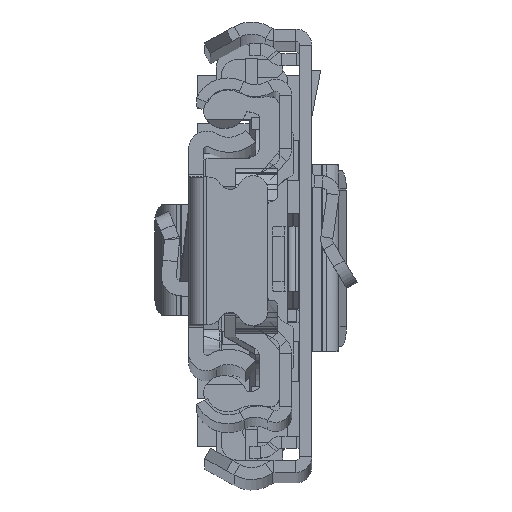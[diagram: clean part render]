
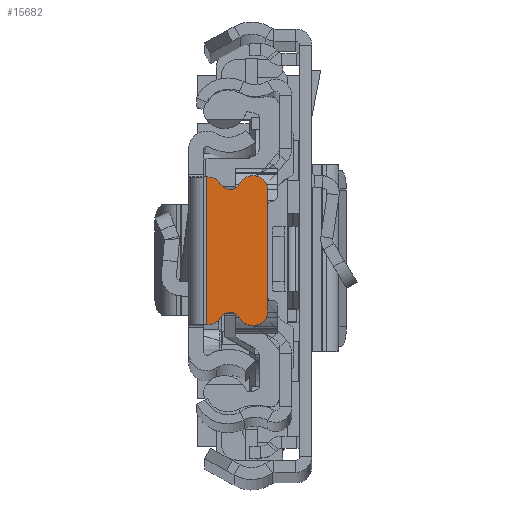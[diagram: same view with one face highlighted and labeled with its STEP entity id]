
A CAD part, top view. The second image highlights one B-rep face of the part: STEP entity #15682.
In plain terms, the highlighted planar face has unit normal (0, 0, 1).
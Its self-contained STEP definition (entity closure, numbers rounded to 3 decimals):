
#386 = EDGE_CURVE ( 'NONE', #16075, #24432, #2813, .T. ) ;
#735 = DIRECTION ( 'NONE',  ( -1., 0., 0. ) ) ;
#1357 = AXIS2_PLACEMENT_3D ( 'NONE', #7942, #24275, #26758 ) ;
#2196 = ORIENTED_EDGE ( 'NONE', *, *, #11665, .T. ) ;
#2321 = EDGE_CURVE ( 'NONE', #31066, #26693, #29168, .T. ) ;
#2813 = CIRCLE ( 'NONE', #22454, 1.5 ) ;
#4052 = CARTESIAN_POINT ( 'NONE',  ( -3.206, -6.658, 0. ) ) ;
#4222 = CARTESIAN_POINT ( 'NONE',  ( -1.75, -7.37, 0. ) ) ;
#4418 = DIRECTION ( 'NONE',  ( 1., 0., 0. ) ) ;
#4559 = ORIENTED_EDGE ( 'NONE', *, *, #21931, .F. ) ;
#5231 = CARTESIAN_POINT ( 'NONE',  ( -7.929, 6., 0. ) ) ;
#5414 = VERTEX_POINT ( 'NONE', #4222 ) ;
#5754 = DIRECTION ( 'NONE',  ( 0., 0., 1. ) ) ;
#6580 = VERTEX_POINT ( 'NONE', #11168 ) ;
#6870 = CARTESIAN_POINT ( 'NONE',  ( -5.109, 6.713, 0. ) ) ;
#7470 = ORIENTED_EDGE ( 'NONE', *, *, #23090, .T. ) ;
#7942 = CARTESIAN_POINT ( 'NONE',  ( -1.929, -5.87, 0. ) ) ;
#8087 = DIRECTION ( 'NONE',  ( -1., 0., 0. ) ) ;
#8352 = CARTESIAN_POINT ( 'NONE',  ( -1.75, 0., 0. ) ) ;
#8682 = AXIS2_PLACEMENT_3D ( 'NONE', #14040, #24765, #19132 ) ;
#8776 = AXIS2_PLACEMENT_3D ( 'NONE', #32353, #5754, #24393 ) ;
#9654 = EDGE_LOOP ( 'NONE', ( #4559, #22068, #12853, #11377, #7470, #2196, #12217, #14468, #28459, #13442 ) ) ;
#9863 = VERTEX_POINT ( 'NONE', #6870 ) ;
#10143 = CARTESIAN_POINT ( 'NONE',  ( -1.929, 7.37, 0. ) ) ;
#11168 = CARTESIAN_POINT ( 'NONE',  ( -1.929, -7.37, 0. ) ) ;
#11377 = ORIENTED_EDGE ( 'NONE', *, *, #25513, .T. ) ;
#11665 = EDGE_CURVE ( 'NONE', #31846, #16075, #32559, .T. ) ;
#12217 = ORIENTED_EDGE ( 'NONE', *, *, #386, .T. ) ;
#12427 = CARTESIAN_POINT ( 'NONE',  ( -5.109, -6.713, 0. ) ) ;
#12853 = ORIENTED_EDGE ( 'NONE', *, *, #14834, .T. ) ;
#12891 = VECTOR ( 'NONE', #26182, 1000. ) ;
#13442 = ORIENTED_EDGE ( 'NONE', *, *, #32991, .F. ) ;
#14040 = CARTESIAN_POINT ( 'NONE',  ( -6.429, 6., 0. ) ) ;
#14468 = ORIENTED_EDGE ( 'NONE', *, *, #27344, .T. ) ;
#14834 = EDGE_CURVE ( 'NONE', #31066, #19252, #31809, .T. ) ;
#15453 = LINE ( 'NONE', #8352, #12891 ) ;
#15682 = ADVANCED_FACE ( 'NONE', ( #26706 ), #27229, .T. ) ;
#16075 = VERTEX_POINT ( 'NONE', #18554 ) ;
#16166 = CIRCLE ( 'NONE', #25690, 1.1 ) ;
#16167 = CARTESIAN_POINT ( 'NONE',  ( -1.75, 7.37, 0. ) ) ;
#16362 = CARTESIAN_POINT ( 'NONE',  ( -1.929, -7.37, 0. ) ) ;
#18554 = CARTESIAN_POINT ( 'NONE',  ( -7.929, -6., 0. ) ) ;
#18560 = DIRECTION ( 'NONE',  ( 1., 0., 0. ) ) ;
#19132 = DIRECTION ( 'NONE',  ( -1., 0., 0. ) ) ;
#19252 = VERTEX_POINT ( 'NONE', #32984 ) ;
#19747 = VECTOR ( 'NONE', #33906, 1000. ) ;
#20663 = DIRECTION ( 'NONE',  ( 0., 0., 1. ) ) ;
#21322 = AXIS2_PLACEMENT_3D ( 'NONE', #34789, #24354, #18560 ) ;
#21567 = CIRCLE ( 'NONE', #1357, 1.5 ) ;
#21631 = AXIS2_PLACEMENT_3D ( 'NONE', #22937, #20663, #28435 ) ;
#21780 = CARTESIAN_POINT ( 'NONE',  ( -7.929, -6., 0. ) ) ;
#21931 = EDGE_CURVE ( 'NONE', #26693, #5414, #15453, .T. ) ;
#22068 = ORIENTED_EDGE ( 'NONE', *, *, #2321, .F. ) ;
#22360 = CARTESIAN_POINT ( 'NONE',  ( -4.142, -7.236, 0. ) ) ;
#22454 = AXIS2_PLACEMENT_3D ( 'NONE', #22684, #28183, #4418 ) ;
#22684 = CARTESIAN_POINT ( 'NONE',  ( -6.429, -6., 0. ) ) ;
#22708 = EDGE_CURVE ( 'NONE', #30154, #6580, #21567, .T. ) ;
#22937 = CARTESIAN_POINT ( 'NONE',  ( -1.929, 5.87, 0. ) ) ;
#23090 = EDGE_CURVE ( 'NONE', #9863, #31846, #27227, .T. ) ;
#24256 = DIRECTION ( 'NONE',  ( 0., -1., 0. ) ) ;
#24275 = DIRECTION ( 'NONE',  ( 0., 0., 1. ) ) ;
#24354 = DIRECTION ( 'NONE',  ( 0., 0., -1. ) ) ;
#24393 = DIRECTION ( 'NONE',  ( 1., 0., 0. ) ) ;
#24432 = VERTEX_POINT ( 'NONE', #12427 ) ;
#24765 = DIRECTION ( 'NONE',  ( 0., 0., 1. ) ) ;
#25513 = EDGE_CURVE ( 'NONE', #19252, #9863, #26388, .T. ) ;
#25690 = AXIS2_PLACEMENT_3D ( 'NONE', #22360, #33326, #735 ) ;
#25828 = VECTOR ( 'NONE', #24256, 1000. ) ;
#26182 = DIRECTION ( 'NONE',  ( 0., -1., 0. ) ) ;
#26388 = CIRCLE ( 'NONE', #21322, 1.1 ) ;
#26693 = VERTEX_POINT ( 'NONE', #16167 ) ;
#26706 = FACE_OUTER_BOUND ( 'NONE', #9654, .T. ) ;
#26758 = DIRECTION ( 'NONE',  ( 1., 0., 0. ) ) ;
#27227 = CIRCLE ( 'NONE', #8682, 1.5 ) ;
#27229 = PLANE ( 'NONE',  #8776 ) ;
#27344 = EDGE_CURVE ( 'NONE', #24432, #30154, #16166, .T. ) ;
#28080 = VECTOR ( 'NONE', #8087, 1000. ) ;
#28183 = DIRECTION ( 'NONE',  ( 0., 0., 1. ) ) ;
#28435 = DIRECTION ( 'NONE',  ( -1., 0., 0. ) ) ;
#28459 = ORIENTED_EDGE ( 'NONE', *, *, #22708, .T. ) ;
#29168 = LINE ( 'NONE', #10143, #19747 ) ;
#29406 = LINE ( 'NONE', #16362, #28080 ) ;
#30154 = VERTEX_POINT ( 'NONE', #4052 ) ;
#31066 = VERTEX_POINT ( 'NONE', #33722 ) ;
#31809 = CIRCLE ( 'NONE', #21631, 1.5 ) ;
#31846 = VERTEX_POINT ( 'NONE', #5231 ) ;
#32353 = CARTESIAN_POINT ( 'NONE',  ( 592.771, 0., 0. ) ) ;
#32559 = LINE ( 'NONE', #21780, #25828 ) ;
#32984 = CARTESIAN_POINT ( 'NONE',  ( -3.206, 6.658, 0. ) ) ;
#32991 = EDGE_CURVE ( 'NONE', #5414, #6580, #29406, .T. ) ;
#33326 = DIRECTION ( 'NONE',  ( 0., 0., -1. ) ) ;
#33722 = CARTESIAN_POINT ( 'NONE',  ( -1.929, 7.37, 0. ) ) ;
#33906 = DIRECTION ( 'NONE',  ( 1., 0., 0. ) ) ;
#34789 = CARTESIAN_POINT ( 'NONE',  ( -4.142, 7.236, 0. ) ) ;
